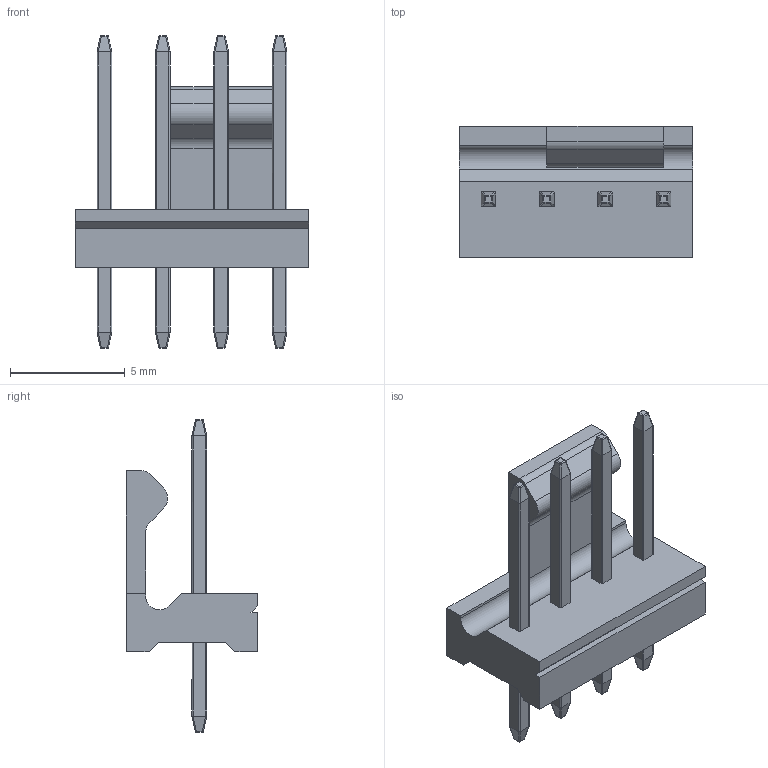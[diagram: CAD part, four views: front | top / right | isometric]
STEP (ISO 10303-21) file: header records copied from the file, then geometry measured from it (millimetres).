
FILE_DESCRIPTION (( 'STEP AP214' ), '1' );
FILE_NAME ('CONN-TH_4P-P2.54_A2510S-4P.STEP', '2023-05-31T06:57:30', ( '' ), ( '' ), 'SwSTEP 2.0', 'SolidWorks 2020', '' );
FILE_SCHEMA (( 'AUTOMOTIVE_DESIGN' ));
Length unit declared in the file: millimetre
Products named in the file (1): CONN-TH_4P-P2.54_A2510S-4P
Bounding box: 10.16 x 5.72 x 13.59 mm (x, y, z)
Volume: 173.5 mm3; surface area: 385 mm2
Topology: 1 solids, 1 shells, 450 faces, 1167 edges, 746 vertices
Faces by surface type: plane 220, cylinder 100, bspline 98, sphere 32
Entity records: 19055 total; most frequent: CARTESIAN_POINT 3958, ORIENTED_EDGE 2334, DIRECTION 1713, EDGE_CURVE 1167, VERTEX_POINT 746, VECTOR 735, LINE 735, AXIS2_PLACEMENT_3D 489
